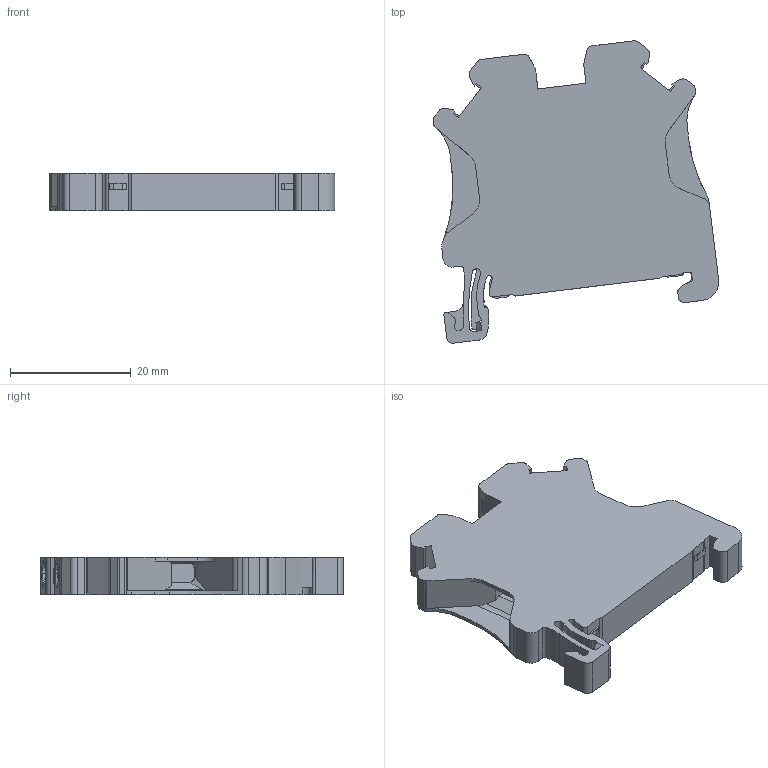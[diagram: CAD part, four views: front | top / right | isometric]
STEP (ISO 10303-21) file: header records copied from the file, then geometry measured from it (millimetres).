
FILE_DESCRIPTION((''),'2;1');
FILE_NAME('PRT0018','2024-07-26T',('sj'),(''),'PRO/ENGINEER BY PARAMETRIC TECHNOLOGY CORPORATION, 2013240','PRO/ENGINEER BY PARAMETRIC TECHNOLOGY CORPORATION, 2013240','');
FILE_SCHEMA(('AUTOMOTIVE_DESIGN_CC2 { 1 2 10303 214 -1 1 5 2 }'));
Length unit declared in the file: millimetre
Products named in the file (1): PRT0018
Bounding box: 47.21 x 50.02 x 6.15 mm (x, y, z)
Volume: 8114.5 mm3; surface area: 5518.8 mm2
Topology: 1 solids, 4 shells, 379 faces, 1132 edges, 758 vertices
Faces by surface type: plane 214, cylinder 131, cone 18, torus 16
Entity records: 15686 total; most frequent: CARTESIAN_POINT 2641, ORIENTED_EDGE 2264, DIRECTION 2183, EDGE_CURVE 1132, VERTEX_POINT 758, AXIS2_PLACEMENT_3D 729, VECTOR 725, LINE 725
